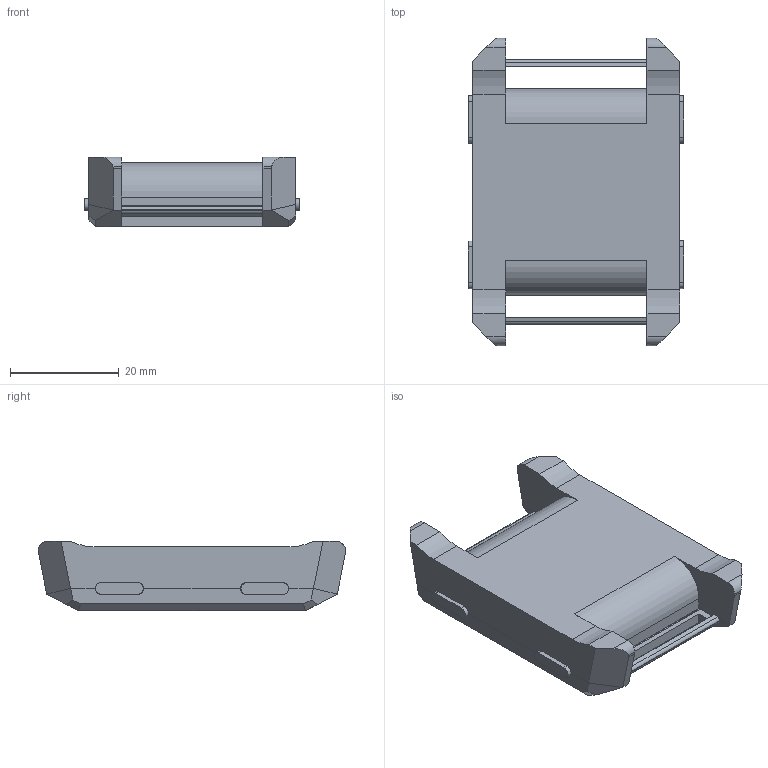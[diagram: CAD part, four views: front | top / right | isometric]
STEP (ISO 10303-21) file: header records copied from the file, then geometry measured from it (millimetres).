
FILE_DESCRIPTION (( 'STEP AP214' ), '1' );
FILE_NAME ('TechCase.STEP', '2021-03-04T20:34:10', ( '' ), ( '' ), 'SwSTEP 2.0', 'SolidWorks 2015', '' );
FILE_SCHEMA (( 'AUTOMOTIVE_DESIGN' ));
Length unit declared in the file: inch
Products named in the file (4): T_Button; T_Top; T_Bottom; TechCase
Assembly tree (6 placements, depth 2):
  TechCase
    T_Bottom
    T_Top
    T_Button  x4
Bounding box: 39.59 x 56.55 x 12.79 mm (x, y, z)
Volume: 7141.8 mm3; surface area: 8644.5 mm2
Topology: 6 solids, 6 shells, 388 faces, 1101 edges, 725 vertices
Faces by surface type: plane 255, cylinder 133
Entity records: 10118 total; most frequent: CARTESIAN_POINT 1848, ORIENTED_EDGE 1752, DIRECTION 1657, EDGE_CURVE 876, LINE 665, VECTOR 665, VERTEX_POINT 575, AXIS2_PLACEMENT_3D 496
